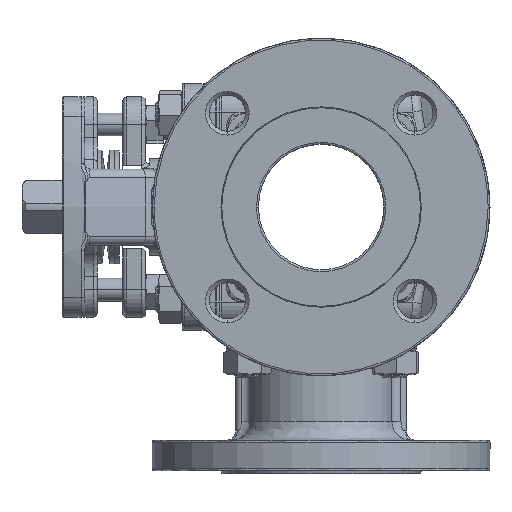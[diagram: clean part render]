
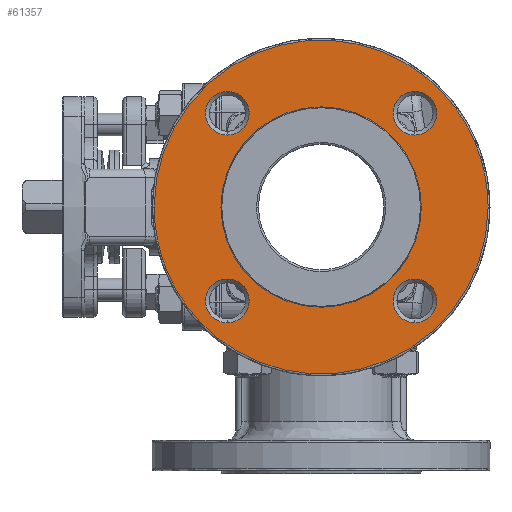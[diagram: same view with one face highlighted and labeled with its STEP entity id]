
A CAD part, left-side view. The second image highlights one B-rep face of the part: STEP entity #61357.
In plain terms, the highlighted planar face has unit normal (-1, 0, 0).
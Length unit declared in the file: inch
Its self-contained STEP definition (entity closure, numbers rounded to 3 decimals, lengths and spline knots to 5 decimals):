
#130 = EDGE_CURVE ( 'NONE', #4900, #38918, #38644, .T. ) ;
#178 = CARTESIAN_POINT ( 'NONE',  ( -5.4685, -3.46063, 0. ) ) ;
#870 = CARTESIAN_POINT ( 'NONE',  ( -5.4685, 2.07593, 0. ) ) ;
#2653 = AXIS2_PLACEMENT_3D ( 'NONE', #40885, #62386, #68360 ) ;
#2950 = CIRCLE ( 'NONE', #43464, 0.45276 ) ;
#2973 = DIRECTION ( 'NONE',  ( 0., -1., 0. ) ) ;
#3320 = FACE_BOUND ( 'NONE', #59985, .T. ) ;
#3558 = DIRECTION ( 'NONE',  ( 1., 0., 0. ) ) ;
#4397 = CARTESIAN_POINT ( 'NONE',  ( -5.4685, 1.94454, 1.49179 ) ) ;
#4818 = AXIS2_PLACEMENT_3D ( 'NONE', #46501, #3558, #25077 ) ;
#4831 = EDGE_CURVE ( 'NONE', #12934, #17319, #43381, .T. ) ;
#4900 = VERTEX_POINT ( 'NONE', #870 ) ;
#4955 = CARTESIAN_POINT ( 'NONE',  ( -5.4685, -1.94454, -1.94454 ) ) ;
#4994 = CARTESIAN_POINT ( 'NONE',  ( -5.4685, 1.94454, 1.94454 ) ) ;
#5987 = CIRCLE ( 'NONE', #4818, 0.45276 ) ;
#6057 = AXIS2_PLACEMENT_3D ( 'NONE', #6472, #39923, #44130 ) ;
#6399 = VERTEX_POINT ( 'NONE', #34321 ) ;
#6472 = CARTESIAN_POINT ( 'NONE',  ( -5.4685, 1.94454, -1.94454 ) ) ;
#7849 = VERTEX_POINT ( 'NONE', #67772 ) ;
#8293 = DIRECTION ( 'NONE',  ( 1., 0., 0. ) ) ;
#8310 = AXIS2_PLACEMENT_3D ( 'NONE', #16777, #50603, #38999 ) ;
#8426 = CARTESIAN_POINT ( 'NONE',  ( -5.4685, 1.94454, 2.3973 ) ) ;
#8792 = VERTEX_POINT ( 'NONE', #27478 ) ;
#10085 = CARTESIAN_POINT ( 'NONE',  ( -5.4685, -3.46063, 0. ) ) ;
#10701 = CIRCLE ( 'NONE', #58920, 0.45276 ) ;
#11474 = CARTESIAN_POINT ( 'NONE',  ( -5.4685, 3.46063, 6.92126 ) ) ;
#11743 = ORIENTED_EDGE ( 'NONE', *, *, #55915, .T. ) ;
#12230 = VERTEX_POINT ( 'NONE', #26314 ) ;
#12934 = VERTEX_POINT ( 'NONE', #44410 ) ;
#13219 = AXIS2_PLACEMENT_3D ( 'NONE', #4994, #42327, #37054 ) ;
#13895 = PLANE ( 'NONE',  #45533 ) ;
#13919 = CARTESIAN_POINT ( 'NONE',  ( -5.4685, 0., 0. ) ) ;
#14247 = FACE_OUTER_BOUND ( 'NONE', #55192, .T. ) ;
#14765 = CIRCLE ( 'NONE', #41786, 0.45276 ) ;
#14993 = ORIENTED_EDGE ( 'NONE', *, *, #40177, .F. ) ;
#15822 = DIRECTION ( 'NONE',  ( 1., 0., 0. ) ) ;
#16609 =( BOUNDED_CURVE ( )  B_SPLINE_CURVE ( 3, ( #10085, #26656, #69637, #52685 ),
 .UNSPECIFIED., .F., .F. ) 
 B_SPLINE_CURVE_WITH_KNOTS ( ( 4, 4 ),
 ( 0., 1. ),
 .UNSPECIFIED. ) 
 CURVE ( )  GEOMETRIC_REPRESENTATION_ITEM ( )  RATIONAL_B_SPLINE_CURVE ( ( 1., 0.333, 0.333, 1. ) ) 
 REPRESENTATION_ITEM ( '' )  );
#16777 = CARTESIAN_POINT ( 'NONE',  ( -5.4685, 0., 0. ) ) ;
#17319 = VERTEX_POINT ( 'NONE', #46489 ) ;
#18106 = ORIENTED_EDGE ( 'NONE', *, *, #20397, .T. ) ;
#20397 = EDGE_CURVE ( 'NONE', #61393, #7849, #5987, .T. ) ;
#20572 = ORIENTED_EDGE ( 'NONE', *, *, #45379, .F. ) ;
#21822 = CARTESIAN_POINT ( 'NONE',  ( -5.4685, -1.94454, 1.94454 ) ) ;
#24527 = CIRCLE ( 'NONE', #13219, 0.45276 ) ;
#25077 = DIRECTION ( 'NONE',  ( 0., 0., 1. ) ) ;
#26065 = EDGE_LOOP ( 'NONE', ( #55765, #18106 ) ) ;
#26314 = CARTESIAN_POINT ( 'NONE',  ( -5.4685, -1.94454, 1.49179 ) ) ;
#26462 = DIRECTION ( 'NONE',  ( 1., 0., 0. ) ) ;
#26545 = ORIENTED_EDGE ( 'NONE', *, *, #4831, .F. ) ;
#26656 = CARTESIAN_POINT ( 'NONE',  ( -5.4685, -3.46063, -6.92126 ) ) ;
#26853 = VERTEX_POINT ( 'NONE', #8426 ) ;
#26895 = CARTESIAN_POINT ( 'NONE',  ( -5.4685, -2.07593, 0. ) ) ;
#27478 = CARTESIAN_POINT ( 'NONE',  ( -5.4685, 1.94454, -2.3973 ) ) ;
#28487 = CARTESIAN_POINT ( 'NONE',  ( -5.4685, 1.94454, -1.49179 ) ) ;
#28643 = DIRECTION ( 'NONE',  ( 1., 0., 0. ) ) ;
#28757 = CARTESIAN_POINT ( 'NONE',  ( -5.4685, 1.94454, 1.94454 ) ) ;
#30713 = ORIENTED_EDGE ( 'NONE', *, *, #42831, .T. ) ;
#31196 = EDGE_LOOP ( 'NONE', ( #20572, #61553 ) ) ;
#31381 = DIRECTION ( 'NONE',  ( 0., 0., 1. ) ) ;
#31957 = EDGE_CURVE ( 'NONE', #53057, #8792, #36421, .T. ) ;
#33626 = DIRECTION ( 'NONE',  ( 0., 0., 1. ) ) ;
#33784 = EDGE_LOOP ( 'NONE', ( #50880, #30713 ) ) ;
#34321 = CARTESIAN_POINT ( 'NONE',  ( -5.4685, -1.94454, 2.3973 ) ) ;
#34707 = FACE_BOUND ( 'NONE', #26065, .T. ) ;
#36092 = FACE_BOUND ( 'NONE', #31196, .T. ) ;
#36421 = CIRCLE ( 'NONE', #6057, 0.45276 ) ;
#37054 = DIRECTION ( 'NONE',  ( 0., 0., 1. ) ) ;
#37370 = EDGE_CURVE ( 'NONE', #6399, #12230, #2950, .T. ) ;
#38644 = CIRCLE ( 'NONE', #8310, 2.07593 ) ;
#38654 = CIRCLE ( 'NONE', #64568, 0.45276 ) ;
#38918 = VERTEX_POINT ( 'NONE', #26895 ) ;
#38999 = DIRECTION ( 'NONE',  ( 0., -1., 0. ) ) ;
#39923 = DIRECTION ( 'NONE',  ( 1., 0., 0. ) ) ;
#40177 = EDGE_CURVE ( 'NONE', #17319, #12934, #16609, .T. ) ;
#40715 = FACE_BOUND ( 'NONE', #33784, .T. ) ;
#40885 = CARTESIAN_POINT ( 'NONE',  ( -5.4685, 1.94454, -1.94454 ) ) ;
#41786 = AXIS2_PLACEMENT_3D ( 'NONE', #4955, #26462, #47917 ) ;
#42327 = DIRECTION ( 'NONE',  ( 1., 0., 0. ) ) ;
#42831 = EDGE_CURVE ( 'NONE', #12230, #6399, #38654, .T. ) ;
#43088 = CARTESIAN_POINT ( 'NONE',  ( -5.4685, -1.94454, -2.3973 ) ) ;
#43381 =( BOUNDED_CURVE ( )  B_SPLINE_CURVE ( 3, ( #60091, #11474, #53722, #178 ),
 .UNSPECIFIED., .F., .F. ) 
 B_SPLINE_CURVE_WITH_KNOTS ( ( 4, 4 ),
 ( 0., 1. ),
 .UNSPECIFIED. ) 
 CURVE ( )  GEOMETRIC_REPRESENTATION_ITEM ( )  RATIONAL_B_SPLINE_CURVE ( ( 1., 0.333, 0.333, 1. ) ) 
 REPRESENTATION_ITEM ( '' )  );
#43464 = AXIS2_PLACEMENT_3D ( 'NONE', #55695, #28643, #49358 ) ;
#44130 = DIRECTION ( 'NONE',  ( 0., 0., 1. ) ) ;
#44410 = CARTESIAN_POINT ( 'NONE',  ( -5.4685, 3.46063, 0. ) ) ;
#44918 = EDGE_CURVE ( 'NONE', #8792, #53057, #65659, .T. ) ;
#45379 = EDGE_CURVE ( 'NONE', #38918, #4900, #57783, .T. ) ;
#45533 = AXIS2_PLACEMENT_3D ( 'NONE', #61848, #8293, #2973 ) ;
#46489 = CARTESIAN_POINT ( 'NONE',  ( -5.4685, -3.46063, 0. ) ) ;
#46501 = CARTESIAN_POINT ( 'NONE',  ( -5.4685, -1.94454, -1.94454 ) ) ;
#46624 = FACE_BOUND ( 'NONE', #51603, .T. ) ;
#47917 = DIRECTION ( 'NONE',  ( 0., 0., 1. ) ) ;
#48024 = ORIENTED_EDGE ( 'NONE', *, *, #44918, .T. ) ;
#48410 = ORIENTED_EDGE ( 'NONE', *, *, #31957, .T. ) ;
#48757 = DIRECTION ( 'NONE',  ( 1., 0., 0. ) ) ;
#49358 = DIRECTION ( 'NONE',  ( 0., 0., 1. ) ) ;
#50603 = DIRECTION ( 'NONE',  ( -1., 0., 0. ) ) ;
#50880 = ORIENTED_EDGE ( 'NONE', *, *, #37370, .T. ) ;
#51339 = EDGE_CURVE ( 'NONE', #7849, #61393, #14765, .T. ) ;
#51595 = DIRECTION ( 'NONE',  ( -1., 0., 0. ) ) ;
#51603 = EDGE_LOOP ( 'NONE', ( #11743, #65195 ) ) ;
#52114 = AXIS2_PLACEMENT_3D ( 'NONE', #13919, #51595, #68535 ) ;
#52685 = CARTESIAN_POINT ( 'NONE',  ( -5.4685, 3.46063, 0. ) ) ;
#53057 = VERTEX_POINT ( 'NONE', #28487 ) ;
#53162 = EDGE_CURVE ( 'NONE', #63117, #26853, #10701, .T. ) ;
#53722 = CARTESIAN_POINT ( 'NONE',  ( -5.4685, -3.46063, 6.92126 ) ) ;
#55192 = EDGE_LOOP ( 'NONE', ( #26545, #14993 ) ) ;
#55695 = CARTESIAN_POINT ( 'NONE',  ( -5.4685, -1.94454, 1.94454 ) ) ;
#55765 = ORIENTED_EDGE ( 'NONE', *, *, #51339, .T. ) ;
#55915 = EDGE_CURVE ( 'NONE', #26853, #63117, #24527, .T. ) ;
#57783 = CIRCLE ( 'NONE', #52114, 2.07593 ) ;
#58920 = AXIS2_PLACEMENT_3D ( 'NONE', #28757, #48757, #33626 ) ;
#59985 = EDGE_LOOP ( 'NONE', ( #48410, #48024 ) ) ;
#60091 = CARTESIAN_POINT ( 'NONE',  ( -5.4685, 3.46063, 0. ) ) ;
#61357 = ADVANCED_FACE ( 'NONE', ( #36092, #14247, #46624, #40715, #34707, #3320 ), #13895, .F. ) ;
#61393 = VERTEX_POINT ( 'NONE', #43088 ) ;
#61553 = ORIENTED_EDGE ( 'NONE', *, *, #130, .F. ) ;
#61848 = CARTESIAN_POINT ( 'NONE',  ( -5.4685, 2.07593, 0. ) ) ;
#62386 = DIRECTION ( 'NONE',  ( 1., 0., 0. ) ) ;
#63117 = VERTEX_POINT ( 'NONE', #4397 ) ;
#64568 = AXIS2_PLACEMENT_3D ( 'NONE', #21822, #15822, #31381 ) ;
#65195 = ORIENTED_EDGE ( 'NONE', *, *, #53162, .T. ) ;
#65659 = CIRCLE ( 'NONE', #2653, 0.45276 ) ;
#67772 = CARTESIAN_POINT ( 'NONE',  ( -5.4685, -1.94454, -1.49179 ) ) ;
#68360 = DIRECTION ( 'NONE',  ( 0., 0., 1. ) ) ;
#68535 = DIRECTION ( 'NONE',  ( 0., -1., 0. ) ) ;
#69637 = CARTESIAN_POINT ( 'NONE',  ( -5.4685, 3.46063, -6.92126 ) ) ;
